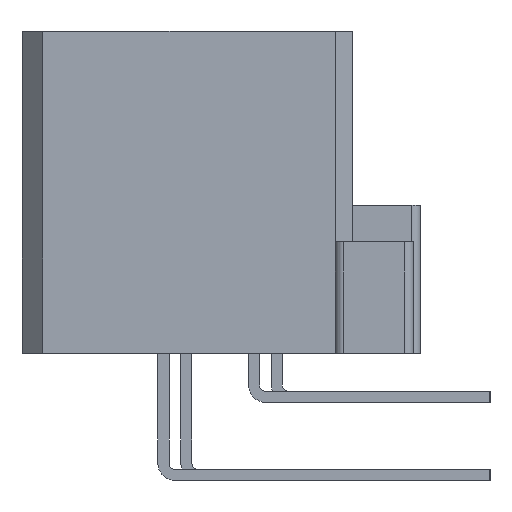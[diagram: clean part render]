
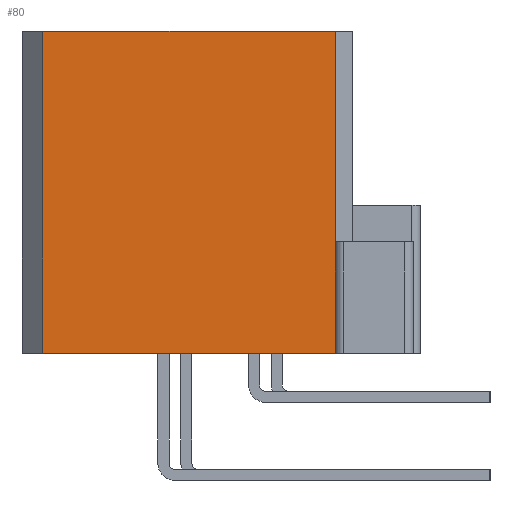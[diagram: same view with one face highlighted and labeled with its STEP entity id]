
A CAD part, left-side view. The second image highlights one B-rep face of the part: STEP entity #80.
In plain terms, the highlighted planar face has unit normal (-1, 0, 0).
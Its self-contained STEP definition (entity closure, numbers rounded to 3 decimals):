
#80=ADVANCED_FACE('',(#1857),#1858,.T.);
#1857=FACE_OUTER_BOUND('',#5349,.T.);
#1858=PLANE('',#5350);
#5349=EDGE_LOOP('',(#9458,#9459,#9460,#9461,#9462,#9463,#9464,#9465));
#5350=AXIS2_PLACEMENT_3D('',#9466,#9467,#9468);
#9458=ORIENTED_EDGE('',*,*,#22829,.T.);
#9459=ORIENTED_EDGE('',*,*,#23197,.T.);
#9460=ORIENTED_EDGE('',*,*,#23188,.T.);
#9461=ORIENTED_EDGE('',*,*,#23198,.F.);
#9462=ORIENTED_EDGE('',*,*,#23164,.F.);
#9463=ORIENTED_EDGE('',*,*,#23199,.F.);
#9464=ORIENTED_EDGE('',*,*,#22641,.F.);
#9465=ORIENTED_EDGE('',*,*,#23200,.T.);
#9466=CARTESIAN_POINT('',(-56.6,9.0,0.0));
#9467=DIRECTION('',(-1.0,0.0,0.0));
#9468=DIRECTION('',(0.0,0.0,1.0));
#22641=EDGE_CURVE('',#27123,#27125,#27126,.T.);
#22829=EDGE_CURVE('',#27500,#27498,#27501,.T.);
#23164=EDGE_CURVE('',#28151,#28153,#28154,.T.);
#23188=EDGE_CURVE('',#28190,#28188,#28191,.T.);
#23197=EDGE_CURVE('',#27498,#28190,#28203,.T.);
#23198=EDGE_CURVE('',#28153,#28188,#28204,.T.);
#23199=EDGE_CURVE('',#27125,#28151,#28205,.T.);
#23200=EDGE_CURVE('',#27123,#27500,#28206,.T.);
#27123=VERTEX_POINT('',#34513);
#27125=VERTEX_POINT('',#34516);
#27126=LINE('',#34517,#34518);
#27498=VERTEX_POINT('',#35070);
#27500=VERTEX_POINT('',#35073);
#27501=LINE('',#35074,#35075);
#28151=VERTEX_POINT('',#36045);
#28153=VERTEX_POINT('',#36048);
#28154=LINE('',#36049,#36050);
#28188=VERTEX_POINT('',#36102);
#28190=VERTEX_POINT('',#36104);
#28191=LINE('',#36105,#36106);
#28203=LINE('',#36122,#36123);
#28204=LINE('',#36124,#36125);
#28205=LINE('',#36126,#36127);
#28206=LINE('',#36128,#36129);
#34513=CARTESIAN_POINT('',(-56.6,7.8,0.0));
#34516=CARTESIAN_POINT('',(-56.6,-9.0,0.0));
#34517=CARTESIAN_POINT('',(-56.6,7.8,0.0));
#34518=VECTOR('',#45981,16.8);
#35070=CARTESIAN_POINT('',(-56.6,-9.0,-18.5));
#35073=CARTESIAN_POINT('',(-56.6,7.8,-18.5));
#35074=CARTESIAN_POINT('',(-56.6,7.8,-18.5));
#35075=VECTOR('',#46181,16.8);
#36045=CARTESIAN_POINT('',(-56.6,-9.0,-12.1));
#36048=CARTESIAN_POINT('',(-56.6,-10.5,-12.1));
#36049=CARTESIAN_POINT('',(-56.6,-9.0,-12.1));
#36050=VECTOR('',#46542,1.5);
#36102=CARTESIAN_POINT('',(-56.6,-10.5,-15.3));
#36104=CARTESIAN_POINT('',(-56.6,-9.0,-15.3));
#36105=CARTESIAN_POINT('',(-56.6,-9.0,-15.3));
#36106=VECTOR('',#46576,1.5);
#36122=CARTESIAN_POINT('',(-56.6,-9.0,-18.5));
#36123=VECTOR('',#46593,3.2);
#36124=CARTESIAN_POINT('',(-56.6,-10.5,-12.1));
#36125=VECTOR('',#46594,3.2);
#36126=CARTESIAN_POINT('',(-56.6,-9.0,0.0));
#36127=VECTOR('',#46595,12.1);
#36128=CARTESIAN_POINT('',(-56.6,7.8,0.0));
#36129=VECTOR('',#46596,18.5);
#45981=DIRECTION('',(0.0,-1.0,0.0));
#46181=DIRECTION('',(0.0,-1.0,0.0));
#46542=DIRECTION('',(0.0,-1.0,0.0));
#46576=DIRECTION('',(0.0,-1.0,0.0));
#46593=DIRECTION('',(0.0,0.0,1.0));
#46594=DIRECTION('',(0.0,0.0,-1.0));
#46595=DIRECTION('',(0.0,0.0,-1.0));
#46596=DIRECTION('',(0.0,0.0,-1.0));
